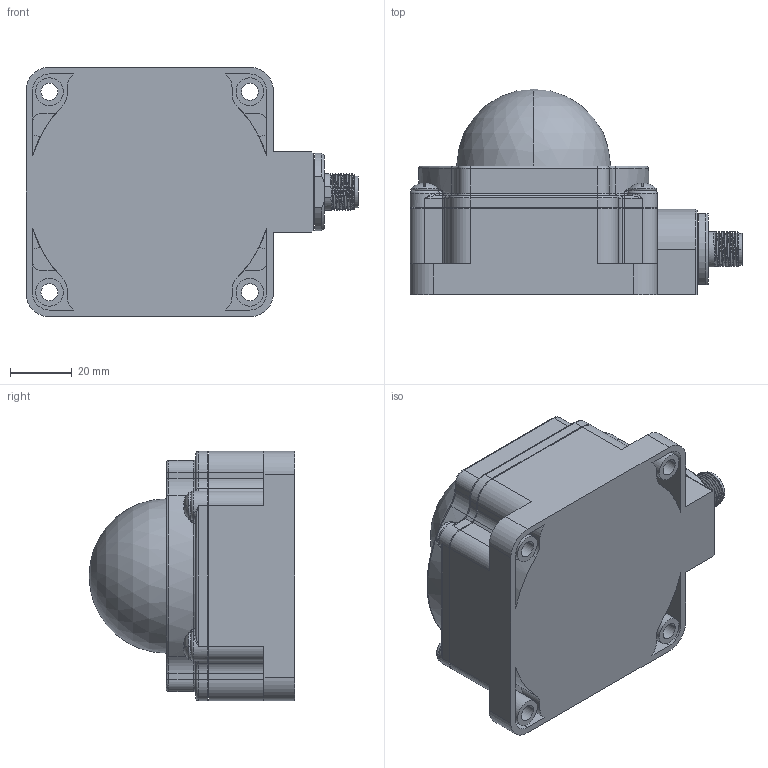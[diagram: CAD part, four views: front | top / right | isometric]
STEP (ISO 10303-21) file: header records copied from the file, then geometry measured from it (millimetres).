
FILE_DESCRIPTION((''),'2;1');
FILE_NAME('144878_SW','2009-03-26T',('banengservice'),('BANNER ENGINEERING'),'PRO/ENGINEER BY PARAMETRIC TECHNOLOGY CORPORATION, 2006170','PRO/ENGINEER BY PARAMETRIC TECHNOLOGY CORPORATION, 2006170','');
FILE_SCHEMA(('CONFIG_CONTROL_DESIGN'));
Length unit declared in the file: inch
Products named in the file (1): 144878_SW
Bounding box: 107.59 x 66.65 x 80.85 mm (x, y, z)
Volume: 80324.9 mm3; surface area: 67764.4 mm2
Topology: 1 solids, 2 shells, 771 faces, 1977 edges, 1250 vertices
Faces by surface type: cylinder 272, plane 264, torus 84, bspline 69, cone 60, sphere 22
Entity records: 33333 total; most frequent: CARTESIAN_POINT 14646, ORIENTED_EDGE 3946, DIRECTION 3932, EDGE_CURVE 1973, AXIS2_PLACEMENT_3D 1561, VERTEX_POINT 1250, CIRCLE 859, EDGE_LOOP 843
